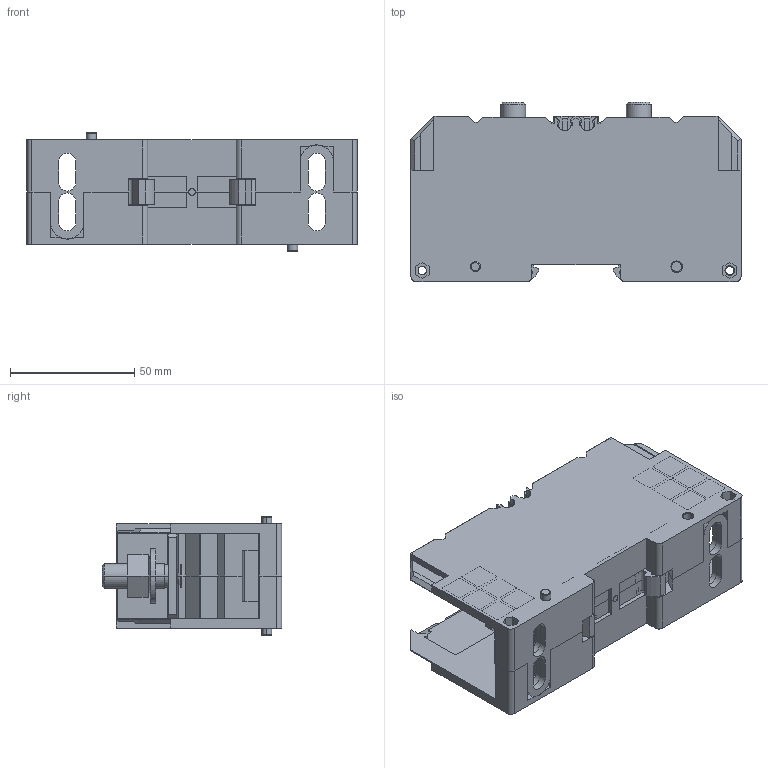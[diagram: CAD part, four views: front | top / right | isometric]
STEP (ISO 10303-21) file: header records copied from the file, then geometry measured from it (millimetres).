
FILE_DESCRIPTION((''),'2;1');
FILE_NAME('5YB580022_ASM','2023-02-15T',('dell'),(''),'PRO/ENGINEER BY PARAMETRIC TECHNOLOGY CORPORATION, 2013230','PRO/ENGINEER BY PARAMETRIC TECHNOLOGY CORPORATION, 2013230','');
FILE_SCHEMA(('CONFIG_CONTROL_DESIGN'));
Length unit declared in the file: millimetre
Products named in the file (1): 5YB580022_ASM
Bounding box: 132.79 x 72.2 x 48 mm (x, y, z)
Volume: 178760.6 mm3; surface area: 88594.3 mm2
Topology: 6 solids, 46 shells, 1512 faces, 4152 edges, 2766 vertices
Faces by surface type: plane 998, cylinder 442, cone 48, torus 24
Entity records: 48089 total; most frequent: CARTESIAN_POINT 8497, ORIENTED_EDGE 8304, DIRECTION 8248, EDGE_CURVE 4152, VECTOR 3042, LINE 3042, VERTEX_POINT 2766, AXIS2_PLACEMENT_3D 2603
